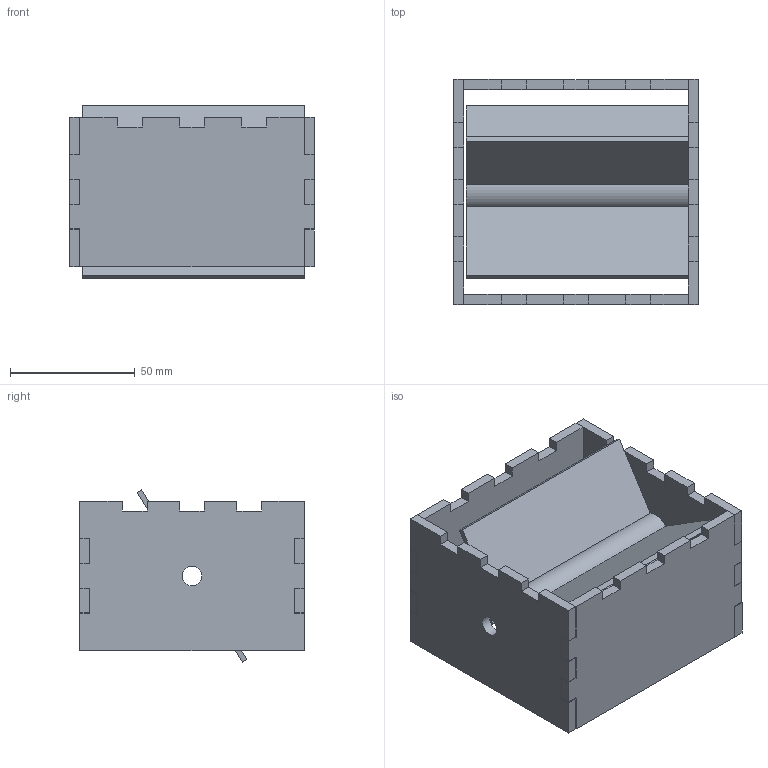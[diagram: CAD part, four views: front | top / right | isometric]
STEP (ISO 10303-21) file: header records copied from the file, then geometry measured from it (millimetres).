
FILE_DESCRIPTION(/* description */ (''),/* implementation_level */ '2;1');
FILE_NAME(/* name */ '5fbbe21f9fee20162995c705',/* time_stamp */ '2020-11-23T16:24:00+00:00',/* author */ (''),/* organization */ (''),/* preprocessor_version */ 'ST-DEVELOPER v16.7',/* originating_system */ $,/* authorisation */ $);
FILE_SCHEMA (('AUTOMOTIVE_DESIGN {1 0 10303 214 3 1 1}'));
Length unit declared in the file: metre
Products named in the file (4): Assembly 1; Part 1
Assembly tree (5 placements, depth 2):
  Assembly 1
    Part 1  x2
    Part 1  x2
    Part 1
Bounding box: 98 x 90 x 68.98 mm (x, y, z)
Volume: 116326.3 mm3; surface area: 77673.7 mm2
Topology: 5 solids, 5 shells, 156 faces, 438 edges, 292 vertices
Faces by surface type: plane 150, cylinder 6
Full cylindrical faces by diameter (mm): 8 x2
Entity records: 2863 total; most frequent: CARTESIAN_POINT 497, ORIENTED_EDGE 484, DIRECTION 438, EDGE_CURVE 242, LINE 232, VECTOR 232, VERTEX_POINT 162, AXIS2_PLACEMENT_3D 103
